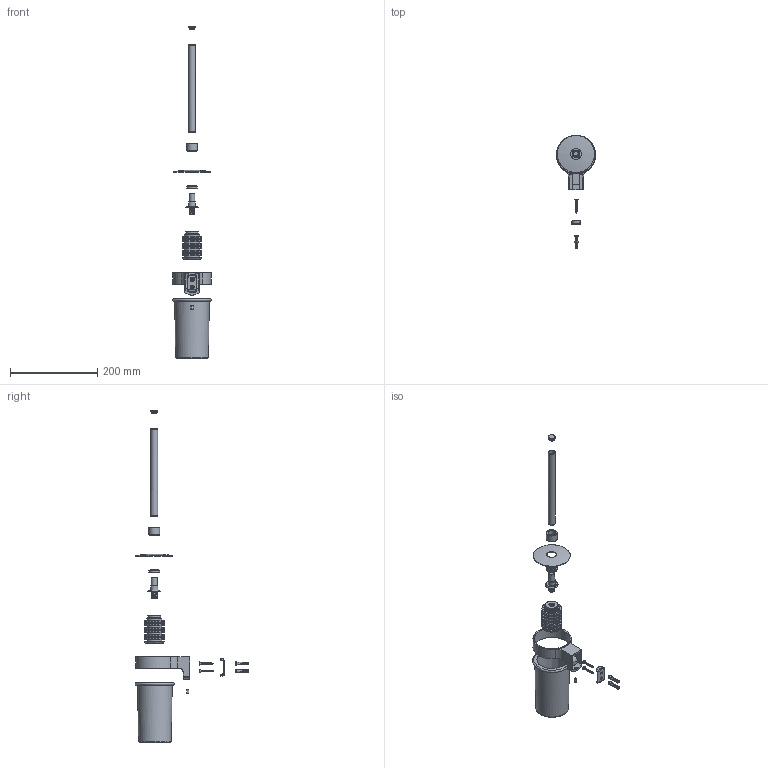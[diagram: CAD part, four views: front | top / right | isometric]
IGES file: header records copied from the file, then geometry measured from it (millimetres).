
Global section: file name: santorini_tfs.igs; native system: NX V11.0; preprocessor: SIEMENS PLM Software NX 11.0; date: 20220127.164010; units: millimetre
Bounding box: 90 x 260.5 x 762.2 mm (x, y, z)
Surface area: 177513.6 mm2 (no closed solid volume)
Topology: 0 solids, 0 shells, 1655 faces, 10970 edges, 10838 vertices
Faces by surface type: bspline 1655
